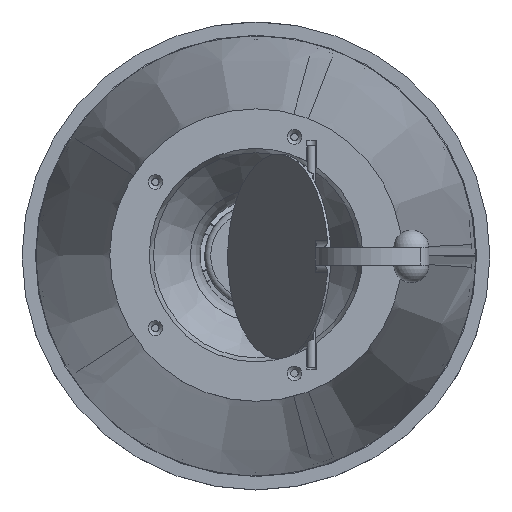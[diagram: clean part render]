
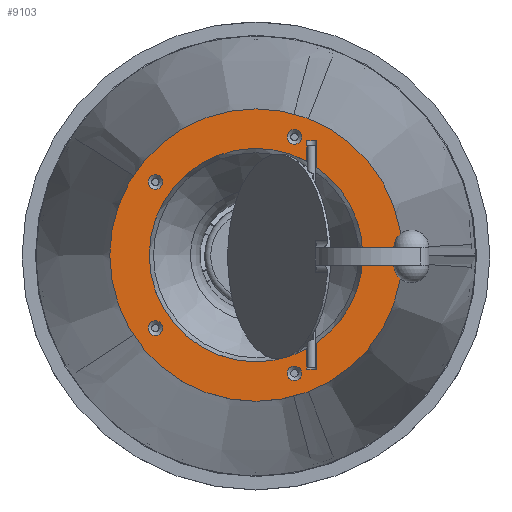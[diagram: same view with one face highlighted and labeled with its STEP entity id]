
A CAD part, top view. The second image highlights one B-rep face of the part: STEP entity #9103.
In plain terms, the highlighted planar face has unit normal (0, 0, 1).
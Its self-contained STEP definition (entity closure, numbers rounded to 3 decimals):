
#247=FACE_BOUND('',#1548,.T.);
#248=FACE_BOUND('',#1549,.T.);
#249=FACE_BOUND('',#1550,.T.);
#250=FACE_BOUND('',#1551,.T.);
#251=FACE_BOUND('',#1552,.T.);
#252=FACE_BOUND('',#1553,.T.);
#566=PLANE('',#10027);
#1006=FACE_OUTER_BOUND('',#1547,.T.);
#1547=EDGE_LOOP('',(#8330));
#1548=EDGE_LOOP('',(#8331));
#1549=EDGE_LOOP('',(#8332));
#1550=EDGE_LOOP('',(#8333));
#1551=EDGE_LOOP('',(#8334));
#1552=EDGE_LOOP('',(#8335));
#1553=EDGE_LOOP('',(#8336,#8337,#8338,#8339,#8340,#8341,#8342,#8343));
#1905=CIRCLE('',#9920,2.5);
#1908=CIRCLE('',#9925,2.5);
#1911=CIRCLE('',#9930,2.5);
#1914=CIRCLE('',#9935,2.5);
#1917=CIRCLE('',#9940,2.5);
#1926=CIRCLE('',#9960,36.5);
#1959=CIRCLE('',#10026,50.);
#1960=CIRCLE('',#10028,36.5);
#2803=LINE('',#21892,#3428);
#2805=LINE('',#21897,#3430);
#2809=LINE('',#21904,#3434);
#2811=LINE('',#21908,#3436);
#2813=LINE('',#21912,#3438);
#2814=LINE('',#21914,#3439);
#3428=VECTOR('',#12114,10.);
#3430=VECTOR('',#12118,10.);
#3434=VECTOR('',#12124,10.);
#3436=VECTOR('',#12128,10.);
#3438=VECTOR('',#12132,10.);
#3439=VECTOR('',#12135,10.);
#4264=VERTEX_POINT('',#21764);
#4267=VERTEX_POINT('',#21774);
#4270=VERTEX_POINT('',#21784);
#4273=VERTEX_POINT('',#21794);
#4276=VERTEX_POINT('',#21804);
#4291=VERTEX_POINT('',#21888);
#4292=VERTEX_POINT('',#21890);
#4293=VERTEX_POINT('',#21894);
#4294=VERTEX_POINT('',#21896);
#4295=VERTEX_POINT('',#21900);
#4296=VERTEX_POINT('',#21902);
#4297=VERTEX_POINT('',#21906);
#4298=VERTEX_POINT('',#21910);
#4368=VERTEX_POINT('',#22454);
#5558=EDGE_CURVE('',#4264,#4264,#1905,.T.);
#5563=EDGE_CURVE('',#4267,#4267,#1908,.T.);
#5568=EDGE_CURVE('',#4270,#4270,#1911,.T.);
#5573=EDGE_CURVE('',#4273,#4273,#1914,.T.);
#5578=EDGE_CURVE('',#4276,#4276,#1917,.T.);
#5597=EDGE_CURVE('',#4291,#4292,#2803,.T.);
#5599=EDGE_CURVE('',#4294,#4293,#2805,.T.);
#5603=EDGE_CURVE('',#4295,#4296,#2809,.T.);
#5605=EDGE_CURVE('',#4296,#4297,#2811,.T.);
#5607=EDGE_CURVE('',#4297,#4298,#2813,.T.);
#5608=EDGE_CURVE('',#4292,#4294,#2814,.T.);
#5614=EDGE_CURVE('',#4295,#4293,#1926,.T.);
#5712=EDGE_CURVE('',#4368,#4368,#1959,.T.);
#5714=EDGE_CURVE('',#4291,#4298,#1960,.T.);
#8330=ORIENTED_EDGE('',*,*,#5712,.T.);
#8331=ORIENTED_EDGE('',*,*,#5558,.T.);
#8332=ORIENTED_EDGE('',*,*,#5563,.T.);
#8333=ORIENTED_EDGE('',*,*,#5568,.T.);
#8334=ORIENTED_EDGE('',*,*,#5573,.T.);
#8335=ORIENTED_EDGE('',*,*,#5578,.T.);
#8336=ORIENTED_EDGE('',*,*,#5607,.T.);
#8337=ORIENTED_EDGE('',*,*,#5714,.F.);
#8338=ORIENTED_EDGE('',*,*,#5597,.T.);
#8339=ORIENTED_EDGE('',*,*,#5608,.T.);
#8340=ORIENTED_EDGE('',*,*,#5599,.T.);
#8341=ORIENTED_EDGE('',*,*,#5614,.F.);
#8342=ORIENTED_EDGE('',*,*,#5603,.T.);
#8343=ORIENTED_EDGE('',*,*,#5605,.T.);
#9103=ADVANCED_FACE('',(#1006,#247,#248,#249,#250,#251,#252),#566,.T.);
#9920=AXIS2_PLACEMENT_3D('',#21765,#12040,#12041);
#9925=AXIS2_PLACEMENT_3D('',#21775,#12052,#12053);
#9930=AXIS2_PLACEMENT_3D('',#21785,#12064,#12065);
#9935=AXIS2_PLACEMENT_3D('',#21795,#12076,#12077);
#9940=AXIS2_PLACEMENT_3D('',#21805,#12088,#12089);
#9960=AXIS2_PLACEMENT_3D('',#21924,#12149,#12150);
#10026=AXIS2_PLACEMENT_3D('',#22455,#12313,#12314);
#10027=AXIS2_PLACEMENT_3D('',#22457,#12316,#12317);
#10028=AXIS2_PLACEMENT_3D('',#22458,#12318,#12319);
#12040=DIRECTION('center_axis',(0.,0.,-1.));
#12041=DIRECTION('ref_axis',(1.,0.,0.));
#12052=DIRECTION('center_axis',(0.,0.,-1.));
#12053=DIRECTION('ref_axis',(1.,0.,0.));
#12064=DIRECTION('center_axis',(0.,0.,-1.));
#12065=DIRECTION('ref_axis',(1.,0.,0.));
#12076=DIRECTION('center_axis',(0.,0.,-1.));
#12077=DIRECTION('ref_axis',(1.,0.,0.));
#12088=DIRECTION('center_axis',(0.,0.,-1.));
#12089=DIRECTION('ref_axis',(1.,0.,0.));
#12114=DIRECTION('',(0.,1.,0.));
#12118=DIRECTION('',(0.,-1.,0.));
#12124=DIRECTION('',(0.,-1.,0.));
#12128=DIRECTION('',(-1.,0.,0.));
#12132=DIRECTION('',(0.,1.,0.));
#12135=DIRECTION('',(1.,0.,0.));
#12149=DIRECTION('center_axis',(0.,0.,1.));
#12150=DIRECTION('ref_axis',(1.,0.,0.));
#12313=DIRECTION('center_axis',(0.,0.,1.));
#12314=DIRECTION('ref_axis',(1.,0.,0.));
#12316=DIRECTION('center_axis',(0.,0.,1.));
#12317=DIRECTION('ref_axis',(1.,0.,0.));
#12318=DIRECTION('center_axis',(0.,0.,1.));
#12319=DIRECTION('ref_axis',(1.,0.,0.));
#21764=CARTESIAN_POINT('',(-36.903,-24.994,102.));
#21765=CARTESIAN_POINT('Origin',(-34.403,-24.994,102.));
#21774=CARTESIAN_POINT('',(10.641,40.442,102.));
#21775=CARTESIAN_POINT('Origin',(13.141,40.442,102.));
#21784=CARTESIAN_POINT('',(40.024,-0.001,102.));
#21785=CARTESIAN_POINT('Origin',(42.524,-0.001,
102.));
#21794=CARTESIAN_POINT('',(10.64,-40.443,102.));
#21795=CARTESIAN_POINT('Origin',(13.14,-40.443,102.));
#21804=CARTESIAN_POINT('',(-36.902,24.996,102.));
#21805=CARTESIAN_POINT('Origin',(-34.402,24.996,102.));
#21888=CARTESIAN_POINT('',(17.3,32.14,102.));
#21890=CARTESIAN_POINT('',(17.3,39.031,102.));
#21892=CARTESIAN_POINT('',(17.3,0.015,102.));
#21894=CARTESIAN_POINT('',(20.7,30.063,102.));
#21896=CARTESIAN_POINT('',(20.7,39.031,102.));
#21897=CARTESIAN_POINT('',(20.7,0.015,102.));
#21900=CARTESIAN_POINT('',(20.7,-30.063,102.));
#21902=CARTESIAN_POINT('',(20.7,-38.969,102.));
#21904=CARTESIAN_POINT('',(20.7,0.015,102.));
#21906=CARTESIAN_POINT('',(17.3,-38.969,102.));
#21908=CARTESIAN_POINT('',(27.75,-38.969,102.));
#21910=CARTESIAN_POINT('',(17.3,-32.14,102.));
#21912=CARTESIAN_POINT('',(17.3,0.015,102.));
#21914=CARTESIAN_POINT('',(27.75,39.031,102.));
#21924=CARTESIAN_POINT('Origin',(0.,0.,102.));
#22454=CARTESIAN_POINT('',(-50.,0.,102.));
#22455=CARTESIAN_POINT('Origin',(0.,0.,102.));
#22457=CARTESIAN_POINT('Origin',(36.5,0.,102.));
#22458=CARTESIAN_POINT('Origin',(0.,0.,102.));
